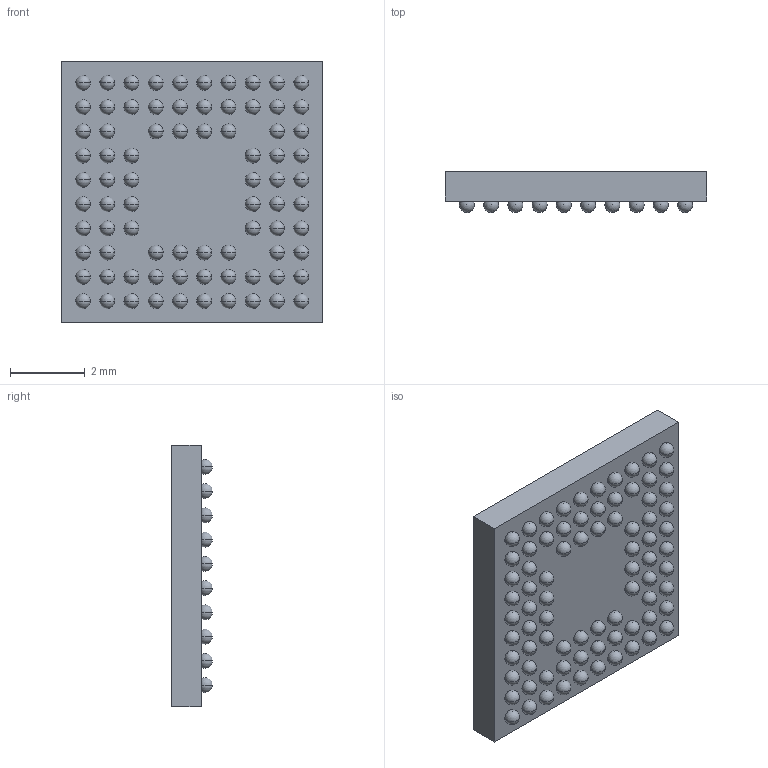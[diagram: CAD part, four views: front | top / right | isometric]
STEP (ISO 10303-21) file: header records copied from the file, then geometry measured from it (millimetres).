
FILE_DESCRIPTION (( 'STEP AP214' ), '1' );
FILE_NAME ('NXP TFBGA80 SOT1328-1.STEP', '2016-10-31T19:36:53', ( '' ), ( '' ), 'SwSTEP 2.0', 'SolidWorks 2016', '' );
FILE_SCHEMA (( 'AUTOMOTIVE_DESIGN' ));
Length unit declared in the file: millimetre
Products named in the file (1): NXP TFBGA80 SOT1328-1
Bounding box: 7 x 1.1 x 7 mm (x, y, z)
Volume: 41.4 mm3; surface area: 143.2 mm2
Topology: 1 solids, 1 shells, 169 faces, 738 edges, 492 vertices
Faces by surface type: sphere 160, plane 7, cylinder 2
Entity records: 6587 total; most frequent: DIRECTION 1002, CARTESIAN_POINT 760, ORIENTED_EDGE 676, AXIS2_PLACEMENT_3D 494, EDGE_CURVE 338, CIRCLE 324, VERTEX_POINT 252, EDGE_LOOP 250
